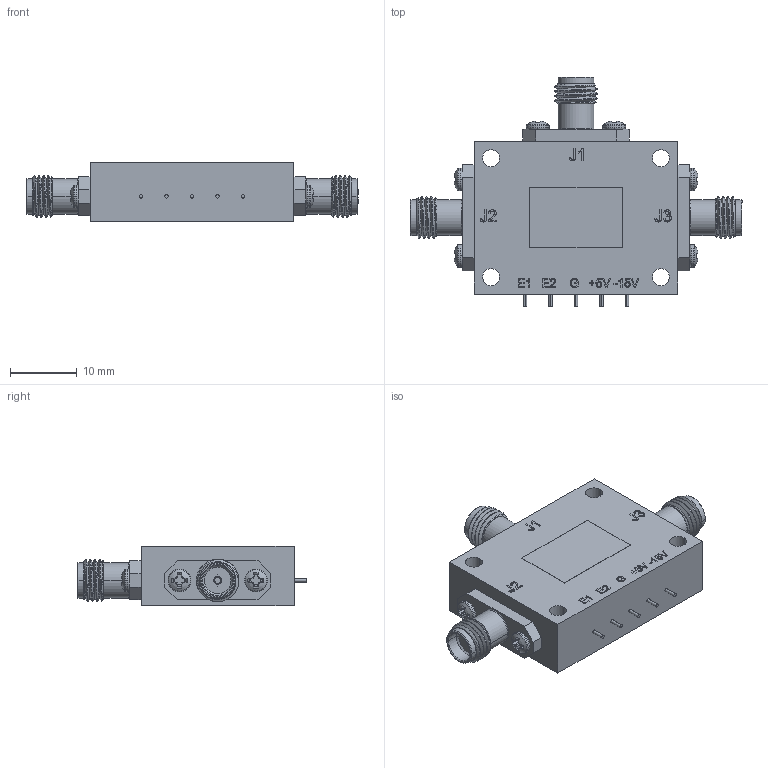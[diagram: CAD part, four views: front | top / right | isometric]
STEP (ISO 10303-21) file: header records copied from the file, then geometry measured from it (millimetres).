
FILE_DESCRIPTION (( 'STEP AP214' ), '1' );
FILE_NAME ('SDS-0102-SPDT-SMA_3D.step', '2025-10-03T19:52:38', ( '' ), ( '' ), 'SwSTEP 2.0', 'SolidWorks 2025', '' );
FILE_SCHEMA (( 'AUTOMOTIVE_DESIGN' ));
Length unit declared in the file: inch
Products named in the file (1): SDS-0102-SPDT-SMA_3D
Bounding box: 49.63 x 34.34 x 8.93 mm (x, y, z)
Volume: 6923.5 mm3; surface area: 3864.7 mm2
Topology: 1 solids, 13 shells, 860 faces, 2283 edges, 1504 vertices
Faces by surface type: plane 357, cylinder 284, bspline 102, cone 81, torus 30, sphere 6
Entity records: 42135 total; most frequent: CARTESIAN_POINT 22150, ORIENTED_EDGE 4554, DIRECTION 3679, EDGE_CURVE 2277, VERTEX_POINT 1504, AXIS2_PLACEMENT_3D 1306, LINE 1067, VECTOR 1067
